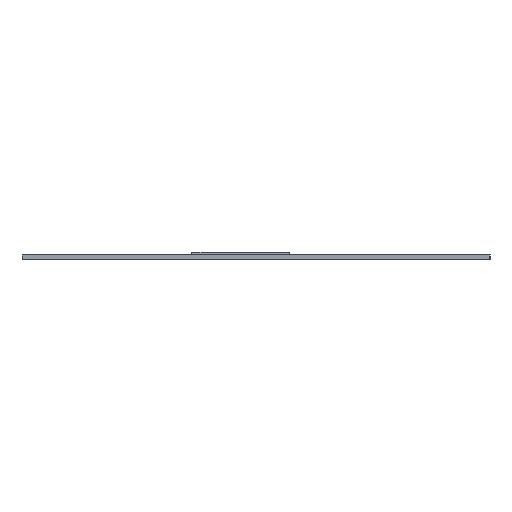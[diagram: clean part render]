
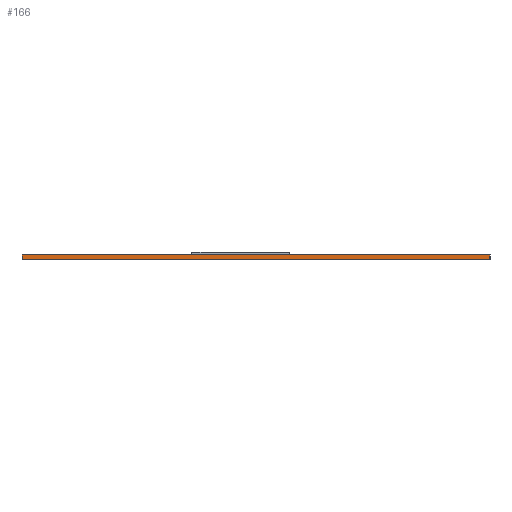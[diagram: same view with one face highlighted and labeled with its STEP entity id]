
A CAD part, left-side view. The second image highlights one B-rep face of the part: STEP entity #166.
In plain terms, the highlighted planar face has unit normal (-1, 0, 0).
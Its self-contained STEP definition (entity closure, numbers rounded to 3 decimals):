
#166=ADVANCED_FACE('',(#828),#497,.T.);
#497=PLANE('',#6740);
#828=FACE_OUTER_BOUND('',#1151,.T.);
#1151=EDGE_LOOP('',(#1515,#1516,#1517,#1518));
#1515=ORIENTED_EDGE('',*,*,#3973,.T.);
#1516=ORIENTED_EDGE('',*,*,#3974,.F.);
#1517=ORIENTED_EDGE('',*,*,#3967,.F.);
#1518=ORIENTED_EDGE('',*,*,#3965,.T.);
#3349=VERTEX_POINT('',#8660);
#3350=VERTEX_POINT('',#8662);
#3351=VERTEX_POINT('',#8666);
#3354=VERTEX_POINT('',#8676);
#3965=EDGE_CURVE('',#3350,#3349,#4889,.T.);
#3967=EDGE_CURVE('',#3350,#3351,#4891,.T.);
#3973=EDGE_CURVE('',#3349,#3354,#4897,.T.);
#3974=EDGE_CURVE('',#3351,#3354,#4898,.T.);
#4889=LINE('',#8661,#5813);
#4891=LINE('',#8665,#5815);
#4897=LINE('',#8677,#5821);
#4898=LINE('',#8679,#5822);
#5813=VECTOR('',#7071,1.);
#5815=VECTOR('',#7075,1.);
#5821=VECTOR('',#7085,1.);
#5822=VECTOR('',#7088,1.);
#6740=AXIS2_PLACEMENT_3D('',#8680,#7089,#7090);
#7071=DIRECTION('',(0.,-1.,0.));
#7075=DIRECTION('',(0.,0.,1.));
#7085=DIRECTION('',(0.,0.,1.));
#7088=DIRECTION('',(0.,-1.,0.));
#7089=DIRECTION('',(-1.,0.,0.));
#7090=DIRECTION('',(0.,1.,0.));
#8660=CARTESIAN_POINT('',(-0.102,-0.102,0.));
#8661=CARTESIAN_POINT('',(-0.102,4.674,0.));
#8662=CARTESIAN_POINT('',(-0.102,4.674,0.));
#8665=CARTESIAN_POINT('',(-0.102,4.674,0.));
#8666=CARTESIAN_POINT('',(-0.102,4.674,0.05));
#8676=CARTESIAN_POINT('',(-0.102,-0.102,0.05));
#8677=CARTESIAN_POINT('',(-0.102,-0.102,0.));
#8679=CARTESIAN_POINT('',(-0.102,4.674,0.05));
#8680=CARTESIAN_POINT('',(-0.102,4.674,0.));
